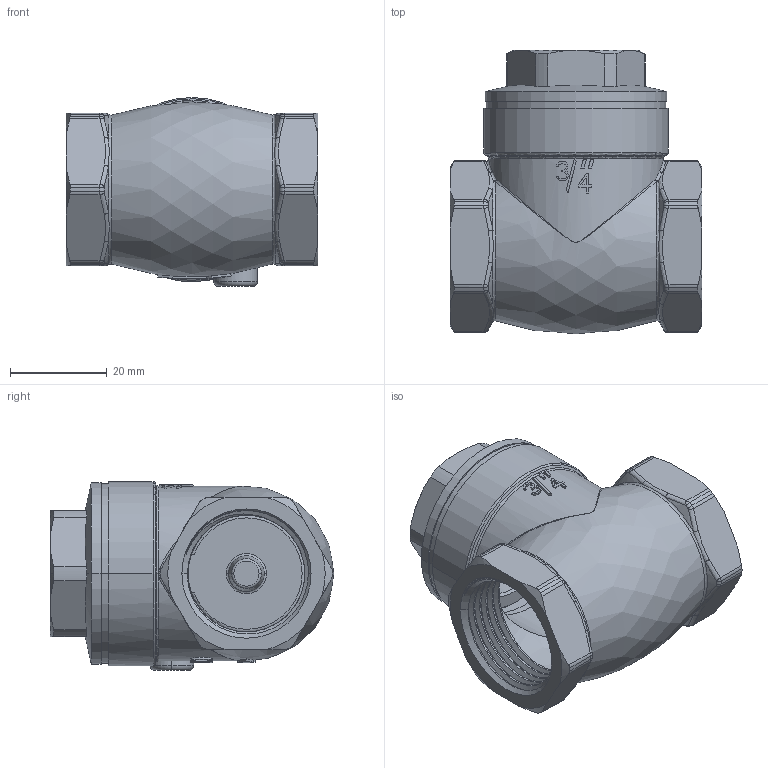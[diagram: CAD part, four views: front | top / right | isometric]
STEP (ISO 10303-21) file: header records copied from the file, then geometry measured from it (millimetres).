
FILE_DESCRIPTION(/* description */ ('Unknown'),/* implementation_level */ '2;1');
FILE_NAME(/* name */ '1052-05',/* time_stamp */ '2024-03-05T09:53:55+01:00',/* author */ ('Unknown'),/* organization */ ('Unknown'),/* preprocessor_version */ 'ST-DEVELOPER v19.4',/* originating_system */ 'Solid Edge',/* authorisation */ 'Unknown');
FILE_SCHEMA (('AUTOMOTIVE_DESIGN {1 0 10303 214 3 1 1}'));
Length unit declared in the file: millimetre
Products named in the file (9): 1052-05; F501-20-1; F501-20-4; F501-20-2; F501-20-3R_ASM; F501-20-3R; F501-20-5R; F501-20-6R; F501-15-7R
Assembly tree (8 placements, depth 3):
  1052-05
    F501-20-1
    F501-20-4
    F501-20-2
    F501-20-3R_ASM
      F501-20-3R
      F501-20-5R
      F501-20-6R
      F501-15-7R
Bounding box: 52 x 58.52 x 39 mm (x, y, z)
Volume: 29305.4 mm3; surface area: 24276.7 mm2
Topology: 7 solids, 7 shells, 553 faces, 1405 edges, 891 vertices
Faces by surface type: plane 153, cylinder 147, bspline 125, cone 65, torus 61, sphere 2
Entity records: 27752 total; most frequent: CARTESIAN_POINT 15689, ORIENTED_EDGE 2806, DIRECTION 1954, EDGE_CURVE 1403, VERTEX_POINT 891, AXIS2_PLACEMENT_3D 802, B_SPLINE_CURVE_WITH_KNOTS 688, EDGE_LOOP 590
